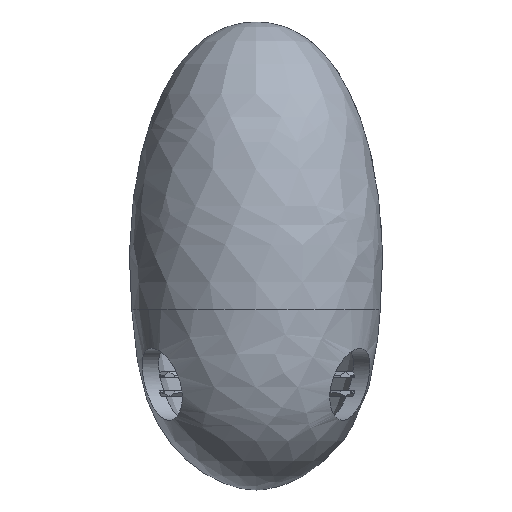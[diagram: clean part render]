
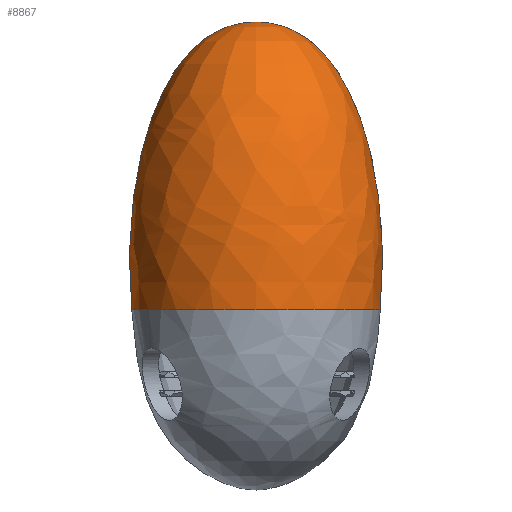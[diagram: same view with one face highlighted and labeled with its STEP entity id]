
A CAD part, top view. The second image highlights one B-rep face of the part: STEP entity #8867.
In plain terms, the highlighted free-form (B-spline) face has degree [4, 2] with [6, 5] control points.
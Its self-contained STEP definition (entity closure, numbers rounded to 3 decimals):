
#425=(
BOUNDED_SURFACE()
B_SPLINE_SURFACE(4,2,((#14277,#14278,#14279,#14280,#14281),(#14282,#14283,
#14284,#14285,#14286),(#14287,#14288,#14289,#14290,#14291),(#14292,#14293,
#14294,#14295,#14296),(#14297,#14298,#14299,#14300,#14301),(#14302,#14303,
#14304,#14305,#14306)),.UNSPECIFIED.,.F.,.F.,.F.)
B_SPLINE_SURFACE_WITH_KNOTS((5,1,5),(3,2,3),(1.,2.,2.168),(0.,
1.571,3.142),.UNSPECIFIED.)
GEOMETRIC_REPRESENTATION_ITEM()
RATIONAL_B_SPLINE_SURFACE(((1.,0.707,1.,0.707,1.),
(1.,0.707,1.,0.707,1.),(1.,0.707,1.,
0.707,1.),(1.,0.707,1.,0.707,1.),(1.,
0.707,1.,0.707,1.),(1.,0.707,1.,0.707,
1.)))
REPRESENTATION_ITEM('')
SURFACE()
);
#2140=FACE_OUTER_BOUND('',#2768,.T.);
#2768=EDGE_LOOP('',(#6574,#6575,#6576));
#3381=CIRCLE('',#9816,69.);
#3649=B_SPLINE_CURVE_WITH_KNOTS('',4,(#14261,#14262,#14263,#14264,#14265,
#14266),.UNSPECIFIED.,.F.,.F.,(5,1,5),(1.,2.,2.168),
 .UNSPECIFIED.);
#3650=B_SPLINE_CURVE_WITH_KNOTS('',4,(#14268,#14269,#14270,#14271,#14272,
#14273),.UNSPECIFIED.,.F.,.F.,(5,1,5),(1.,2.,2.168),
 .UNSPECIFIED.);
#4030=VERTEX_POINT('',#14258);
#4031=VERTEX_POINT('',#14260);
#4032=VERTEX_POINT('',#14267);
#4982=EDGE_CURVE('',#4031,#4030,#3649,.T.);
#4983=EDGE_CURVE('',#4031,#4032,#3650,.T.);
#4985=EDGE_CURVE('',#4030,#4032,#3381,.T.);
#6574=ORIENTED_EDGE('',*,*,#4982,.T.);
#6575=ORIENTED_EDGE('',*,*,#4985,.T.);
#6576=ORIENTED_EDGE('',*,*,#4983,.F.);
#8867=ADVANCED_FACE('',(#2140),#425,.T.);
#9816=AXIS2_PLACEMENT_3D('',#14276,#11220,#11221);
#11220=DIRECTION('center_axis',(0.,0.,
-1.));
#11221=DIRECTION('ref_axis',(-1.,0.,0.));
#14258=CARTESIAN_POINT('',(-69.,0.,0.));
#14260=CARTESIAN_POINT('',(0.,0.,-160.));
#14261=CARTESIAN_POINT('Ctrl Pts',(0.,0.,-160.));
#14262=CARTESIAN_POINT('Ctrl Pts',(-34.986,0.,-160.));
#14263=CARTESIAN_POINT('Ctrl Pts',(-62.003,0.,-123.793));
#14264=CARTESIAN_POINT('Ctrl Pts',(-73.243,0.,-60.987));
#14265=CARTESIAN_POINT('Ctrl Pts',(-69.803,0.,-7.427));
#14266=CARTESIAN_POINT('Ctrl Pts',(-69.,0.,0.));
#14267=CARTESIAN_POINT('',(69.,0.,0.));
#14268=CARTESIAN_POINT('Ctrl Pts',(0.,0.,-160.));
#14269=CARTESIAN_POINT('Ctrl Pts',(34.986,0.,
-160.));
#14270=CARTESIAN_POINT('Ctrl Pts',(62.003,0.,
-123.793));
#14271=CARTESIAN_POINT('Ctrl Pts',(73.243,0.,
-60.987));
#14272=CARTESIAN_POINT('Ctrl Pts',(69.803,0.,
-7.427));
#14273=CARTESIAN_POINT('Ctrl Pts',(69.,0.,
0.));
#14276=CARTESIAN_POINT('Origin',(0.,0.,
0.));
#14277=CARTESIAN_POINT('Ctrl Pts',(0.,0.,-160.));
#14278=CARTESIAN_POINT('Ctrl Pts',(0.,0.,
-160.));
#14279=CARTESIAN_POINT('Ctrl Pts',(0.,0.,-160.));
#14280=CARTESIAN_POINT('Ctrl Pts',(0.,0.,
-160.));
#14281=CARTESIAN_POINT('Ctrl Pts',(0.,0.,-160.));
#14282=CARTESIAN_POINT('Ctrl Pts',(-34.986,0.,-160.));
#14283=CARTESIAN_POINT('Ctrl Pts',(-34.986,34.986,-160.));
#14284=CARTESIAN_POINT('Ctrl Pts',(0.,34.986,-160.));
#14285=CARTESIAN_POINT('Ctrl Pts',(34.986,34.986,-160.));
#14286=CARTESIAN_POINT('Ctrl Pts',(34.986,0.,-160.));
#14287=CARTESIAN_POINT('Ctrl Pts',(-62.003,0.,-123.793));
#14288=CARTESIAN_POINT('Ctrl Pts',(-62.003,62.003,-123.793));
#14289=CARTESIAN_POINT('Ctrl Pts',(0.,62.003,-123.793));
#14290=CARTESIAN_POINT('Ctrl Pts',(62.003,62.003,-123.793));
#14291=CARTESIAN_POINT('Ctrl Pts',(62.003,0.,-123.793));
#14292=CARTESIAN_POINT('Ctrl Pts',(-73.243,0.,-60.987));
#14293=CARTESIAN_POINT('Ctrl Pts',(-73.243,73.243,-60.987));
#14294=CARTESIAN_POINT('Ctrl Pts',(0.,73.243,-60.987));
#14295=CARTESIAN_POINT('Ctrl Pts',(73.243,73.243,-60.987));
#14296=CARTESIAN_POINT('Ctrl Pts',(73.243,0.,-60.987));
#14297=CARTESIAN_POINT('Ctrl Pts',(-69.803,0.,-7.427));
#14298=CARTESIAN_POINT('Ctrl Pts',(-69.803,69.803,-7.427));
#14299=CARTESIAN_POINT('Ctrl Pts',(0.,69.803,-7.427));
#14300=CARTESIAN_POINT('Ctrl Pts',(69.803,69.803,-7.427));
#14301=CARTESIAN_POINT('Ctrl Pts',(69.803,0.,-7.427));
#14302=CARTESIAN_POINT('Ctrl Pts',(-69.,0.,0.));
#14303=CARTESIAN_POINT('Ctrl Pts',(-69.,69.,0.));
#14304=CARTESIAN_POINT('Ctrl Pts',(0.,69.,0.));
#14305=CARTESIAN_POINT('Ctrl Pts',(69.,69.,0.));
#14306=CARTESIAN_POINT('Ctrl Pts',(69.,0.,0.));
